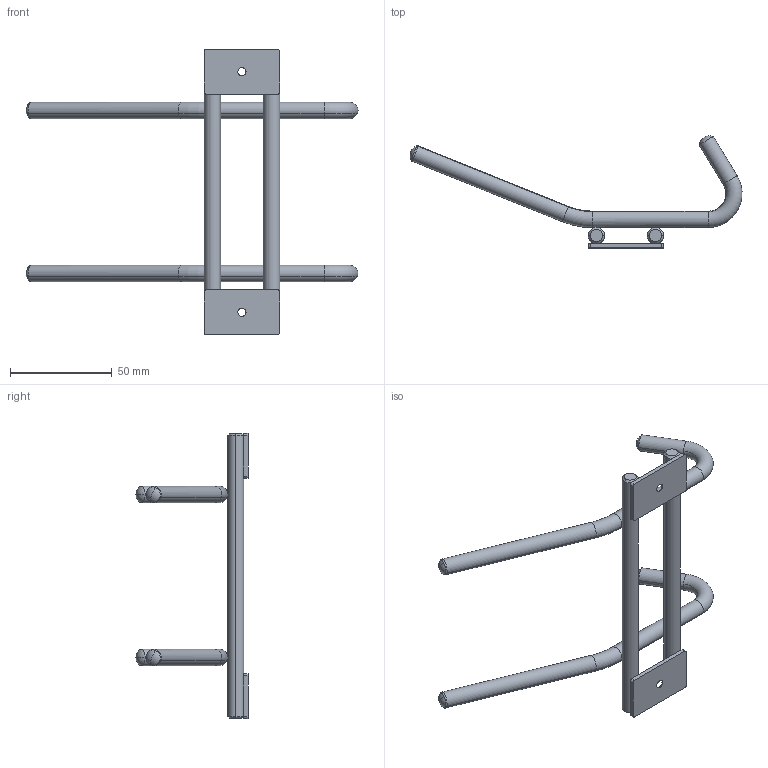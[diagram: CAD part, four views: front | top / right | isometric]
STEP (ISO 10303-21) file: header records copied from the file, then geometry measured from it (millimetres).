
FILE_DESCRIPTION(('Creo Elements/Direct Modeling STEP Export'),'2;1');
FILE_NAME('2196-140.stp','2024-09-12T10:57:28',(''),(''),'Creo Elements/Direct Modeling STEP processor for AP214 (Solid Model)','Creo Elements/Direct Modeling 20.0 12-Nov-2016 (C) Parametric Technology GmbH','');
FILE_SCHEMA(('AUTOMOTIVE_DESIGN { 1 0 10303 214 1 1 1 1 }'));
Length unit declared in the file: millimetre
Products named in the file (4): Haken.1; Schraubplatte.1; Stange; NI-8426
Assembly tree (6 placements, depth 2):
  NI-8426
    Stange  x2
    Schraubplatte.1  x2
    Haken.1  x2
Bounding box: 162.96 x 54.99 x 140 mm (x, y, z)
Volume: 37448.9 mm3; surface area: 21156.7 mm2
Topology: 6 solids, 6 shells, 72 faces, 168 edges, 100 vertices
Faces by surface type: cylinder 24, plane 16, cone 12, torus 12, sphere 8
Entity records: 1042 total; most frequent: DIRECTION 174, ORIENTED_EDGE 160, CARTESIAN_POINT 152, EDGE_CURVE 80, AXIS2_PLACEMENT_3D 72, VERTEX_POINT 50, EDGE_LOOP 38, FACE_OUTER_BOUND 36
